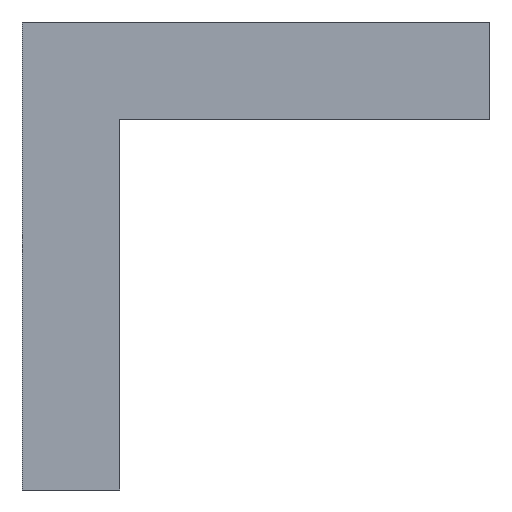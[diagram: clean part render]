
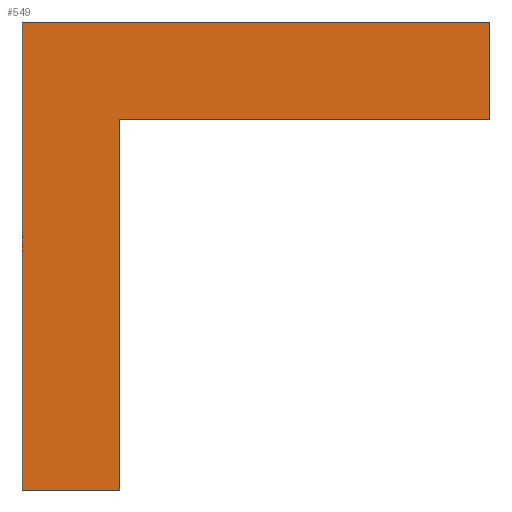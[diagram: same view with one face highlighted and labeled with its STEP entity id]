
A CAD part, front view. The second image highlights one B-rep face of the part: STEP entity #549.
In plain terms, the highlighted planar face has unit normal (0, -1, 0).
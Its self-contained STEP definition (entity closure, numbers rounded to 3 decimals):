
#14 = CARTESIAN_POINT ( 'NONE',  ( 2.5, 0., -12. ) ) ;
#19 = FACE_OUTER_BOUND ( 'NONE', #1101, .T. ) ;
#41 = ORIENTED_EDGE ( 'NONE', *, *, #133, .T. ) ;
#133 = EDGE_CURVE ( 'NONE', #216, #1059, #992, .T. ) ;
#136 = DIRECTION ( 'NONE',  ( 0., 0., 1. ) ) ;
#167 = LINE ( 'NONE', #844, #1039 ) ;
#211 = VECTOR ( 'NONE', #330, 1000. ) ;
#212 = VERTEX_POINT ( 'NONE', #601 ) ;
#215 = DIRECTION ( 'NONE',  ( 1., 0., 0. ) ) ;
#216 = VERTEX_POINT ( 'NONE', #424 ) ;
#221 = AXIS2_PLACEMENT_3D ( 'NONE', #462, #295, #136 ) ;
#242 = LINE ( 'NONE', #428, #211 ) ;
#253 = DIRECTION ( 'NONE',  ( 0., 0., -1. ) ) ;
#270 = LINE ( 'NONE', #551, #1086 ) ;
#295 = DIRECTION ( 'NONE',  ( 0., 1., 0. ) ) ;
#330 = DIRECTION ( 'NONE',  ( 0., 0., -1. ) ) ;
#341 = CARTESIAN_POINT ( 'NONE',  ( 0., 0., 0. ) ) ;
#361 = ORIENTED_EDGE ( 'NONE', *, *, #1128, .F. ) ;
#372 = VECTOR ( 'NONE', #215, 1000. ) ;
#386 = ORIENTED_EDGE ( 'NONE', *, *, #1176, .F. ) ;
#406 = VERTEX_POINT ( 'NONE', #1071 ) ;
#424 = CARTESIAN_POINT ( 'NONE',  ( 0., 0., -12. ) ) ;
#428 = CARTESIAN_POINT ( 'NONE',  ( 12., 0., 0. ) ) ;
#436 = EDGE_CURVE ( 'NONE', #1079, #216, #653, .T. ) ;
#462 = CARTESIAN_POINT ( 'NONE',  ( 0., 0., 0. ) ) ;
#492 = ORIENTED_EDGE ( 'NONE', *, *, #539, .T. ) ;
#506 = VECTOR ( 'NONE', #253, 1000. ) ;
#539 = EDGE_CURVE ( 'NONE', #212, #702, #270, .T. ) ;
#549 = ADVANCED_FACE ( 'NONE', ( #19 ), #812, .F. ) ;
#551 = CARTESIAN_POINT ( 'NONE',  ( 0., 0., -2.5 ) ) ;
#601 = CARTESIAN_POINT ( 'NONE',  ( 2.5, 0., -2.5 ) ) ;
#645 = DIRECTION ( 'NONE',  ( 1., 0., 0. ) ) ;
#653 = LINE ( 'NONE', #341, #506 ) ;
#682 = LINE ( 'NONE', #1036, #911 ) ;
#686 = ORIENTED_EDGE ( 'NONE', *, *, #436, .T. ) ;
#702 = VERTEX_POINT ( 'NONE', #1146 ) ;
#810 = EDGE_CURVE ( 'NONE', #406, #702, #242, .T. ) ;
#812 = PLANE ( 'NONE',  #221 ) ;
#840 = CARTESIAN_POINT ( 'NONE',  ( 0., 0., -12. ) ) ;
#844 = CARTESIAN_POINT ( 'NONE',  ( 0., 0., 0. ) ) ;
#859 = DIRECTION ( 'NONE',  ( 0., 0., -1. ) ) ;
#911 = VECTOR ( 'NONE', #859, 1000. ) ;
#918 = ORIENTED_EDGE ( 'NONE', *, *, #810, .F. ) ;
#992 = LINE ( 'NONE', #840, #372 ) ;
#1036 = CARTESIAN_POINT ( 'NONE',  ( 2.5, 0., 0. ) ) ;
#1039 = VECTOR ( 'NONE', #1140, 1000. ) ;
#1059 = VERTEX_POINT ( 'NONE', #14 ) ;
#1071 = CARTESIAN_POINT ( 'NONE',  ( 12., 0., 0. ) ) ;
#1079 = VERTEX_POINT ( 'NONE', #1103 ) ;
#1086 = VECTOR ( 'NONE', #645, 1000. ) ;
#1101 = EDGE_LOOP ( 'NONE', ( #492, #918, #386, #686, #41, #361 ) ) ;
#1103 = CARTESIAN_POINT ( 'NONE',  ( 0., 0., 0. ) ) ;
#1128 = EDGE_CURVE ( 'NONE', #212, #1059, #682, .T. ) ;
#1140 = DIRECTION ( 'NONE',  ( 1., 0., 0. ) ) ;
#1146 = CARTESIAN_POINT ( 'NONE',  ( 12., 0., -2.5 ) ) ;
#1176 = EDGE_CURVE ( 'NONE', #1079, #406, #167, .T. ) ;
